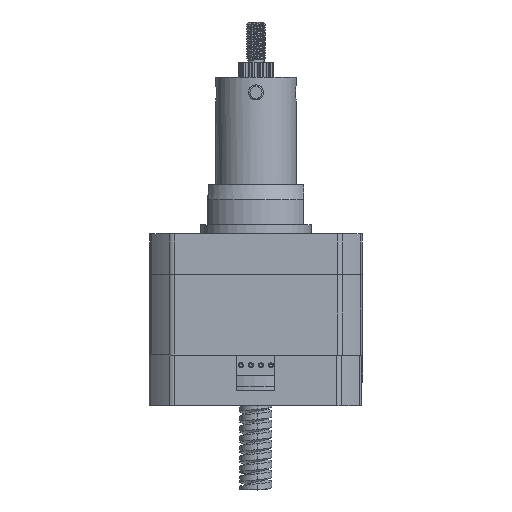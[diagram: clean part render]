
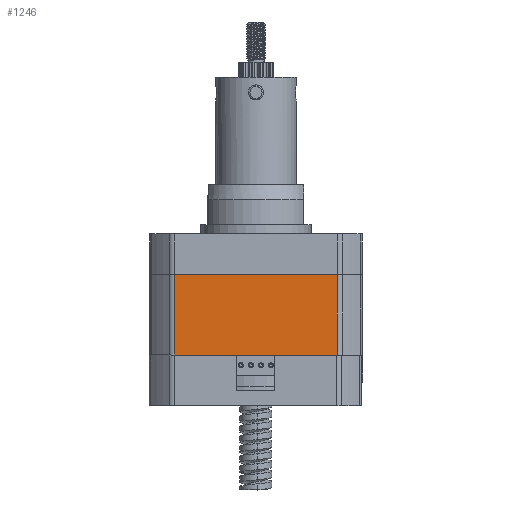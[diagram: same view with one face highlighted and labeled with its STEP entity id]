
A CAD part, front view. The second image highlights one B-rep face of the part: STEP entity #1246.
In plain terms, the highlighted face is planar.
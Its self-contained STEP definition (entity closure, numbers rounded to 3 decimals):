
#1246 = ADVANCED_FACE ( 'NONE', ( #31055 ), #7041, .F. ) ;
#2296 = DIRECTION ( 'NONE',  ( 0., -1., 0. ) ) ;
#4406 = DIRECTION ( 'NONE',  ( -1., 0., 0. ) ) ;
#4568 = EDGE_CURVE ( 'NONE', #29668, #16939, #18889, .T. ) ;
#4667 = CARTESIAN_POINT ( 'NONE',  ( -16.155, 8., 21.1 ) ) ;
#5180 = EDGE_LOOP ( 'NONE', ( #22056, #33717, #18493, #13635 ) ) ;
#7041 = PLANE ( 'NONE',  #34894 ) ;
#7272 = VECTOR ( 'NONE', #19758, 1000. ) ;
#8072 = VECTOR ( 'NONE', #30980, 1000. ) ;
#8181 = LINE ( 'NONE', #4667, #27166 ) ;
#8970 = VERTEX_POINT ( 'NONE', #16011 ) ;
#9500 = LINE ( 'NONE', #15829, #7272 ) ;
#13056 = CARTESIAN_POINT ( 'NONE',  ( -16.155, -8., 21.1 ) ) ;
#13635 = ORIENTED_EDGE ( 'NONE', *, *, #4568, .T. ) ;
#14225 = DIRECTION ( 'NONE',  ( 0., 0., -1. ) ) ;
#15683 = VECTOR ( 'NONE', #2296, 1000. ) ;
#15829 = CARTESIAN_POINT ( 'NONE',  ( 16.155, 8., 21.1 ) ) ;
#16011 = CARTESIAN_POINT ( 'NONE',  ( 16.155, 8., 21.1 ) ) ;
#16939 = VERTEX_POINT ( 'NONE', #13056 ) ;
#17643 = CARTESIAN_POINT ( 'NONE',  ( -16.155, -8., 21.1 ) ) ;
#18158 = CARTESIAN_POINT ( 'NONE',  ( 16.155, -8., 21.1 ) ) ;
#18493 = ORIENTED_EDGE ( 'NONE', *, *, #30679, .F. ) ;
#18889 = LINE ( 'NONE', #21316, #15683 ) ;
#19416 = EDGE_CURVE ( 'NONE', #29715, #8970, #9500, .T. ) ;
#19758 = DIRECTION ( 'NONE',  ( 0., 1., 0. ) ) ;
#20355 = CARTESIAN_POINT ( 'NONE',  ( 16.685, 8., 21.1 ) ) ;
#20930 = LINE ( 'NONE', #17643, #8072 ) ;
#21316 = CARTESIAN_POINT ( 'NONE',  ( -16.155, 8., 21.1 ) ) ;
#22056 = ORIENTED_EDGE ( 'NONE', *, *, #24272, .T. ) ;
#24272 = EDGE_CURVE ( 'NONE', #16939, #29715, #20930, .T. ) ;
#27166 = VECTOR ( 'NONE', #34400, 1000. ) ;
#29668 = VERTEX_POINT ( 'NONE', #38494 ) ;
#29715 = VERTEX_POINT ( 'NONE', #18158 ) ;
#30679 = EDGE_CURVE ( 'NONE', #29668, #8970, #8181, .T. ) ;
#30980 = DIRECTION ( 'NONE',  ( 1., 0., 0. ) ) ;
#31055 = FACE_OUTER_BOUND ( 'NONE', #5180, .T. ) ;
#33717 = ORIENTED_EDGE ( 'NONE', *, *, #19416, .T. ) ;
#34400 = DIRECTION ( 'NONE',  ( 1., 0., 0. ) ) ;
#34894 = AXIS2_PLACEMENT_3D ( 'NONE', #20355, #14225, #4406 ) ;
#38494 = CARTESIAN_POINT ( 'NONE',  ( -16.155, 8., 21.1 ) ) ;
